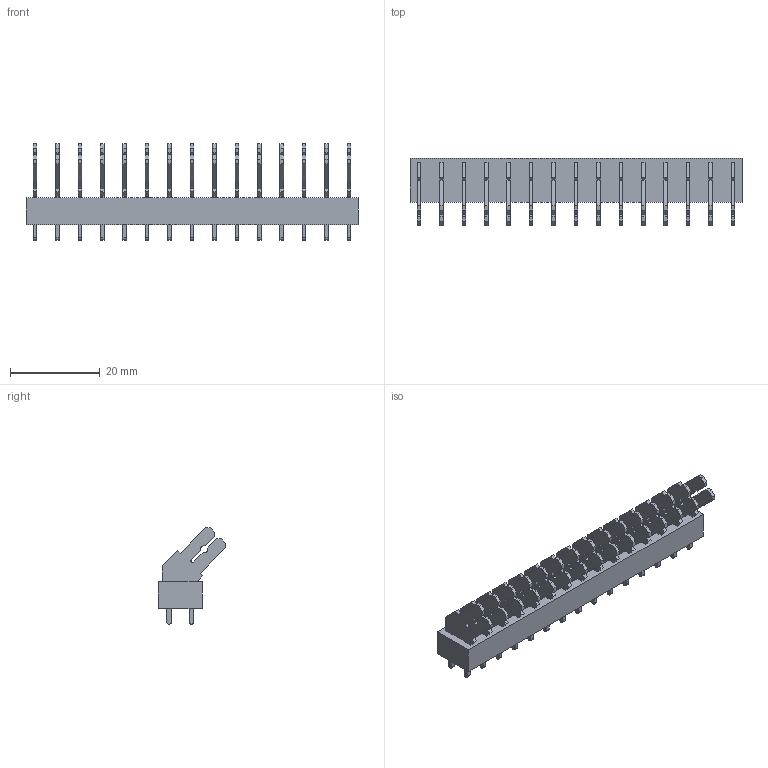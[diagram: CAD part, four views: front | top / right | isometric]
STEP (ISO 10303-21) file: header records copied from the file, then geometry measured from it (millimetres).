
FILE_DESCRIPTION(('CATIA V5 STEP Exchange','CAx-IF Rec.Pracs.--- Model Styling and Organization---1.2---2011-12-15'),'2;1');
FILE_NAME ('D1464970_0_9511920000_9511920000.stp','2018-08-31T15:41:24+00:00',('none'),('Weidmueller'),'CATIA Version 5-6 Release 2014','CATIA V5 STEP AP214','none');
FILE_SCHEMA(('AUTOMOTIVE_DESIGN { 1 0 10303 214 1 1 1 1 }'));
Length unit declared in the file: millimetre
Products named in the file (1): 9511920000
Bounding box: 74 x 15.01 x 21.5 mm (x, y, z)
Volume: 5486.6 mm3; surface area: 7409.5 mm2
Topology: 16 solids, 16 shells, 606 faces, 1722 edges, 1148 vertices
Faces by surface type: plane 531, cylinder 75
Entity records: 16860 total; most frequent: ORIENTED_EDGE 3444, CARTESIAN_POINT 2969, DIRECTION 1918, EDGE_CURVE 1722, VECTOR 1572, LINE 1572, VERTEX_POINT 1148, EDGE_LOOP 666
